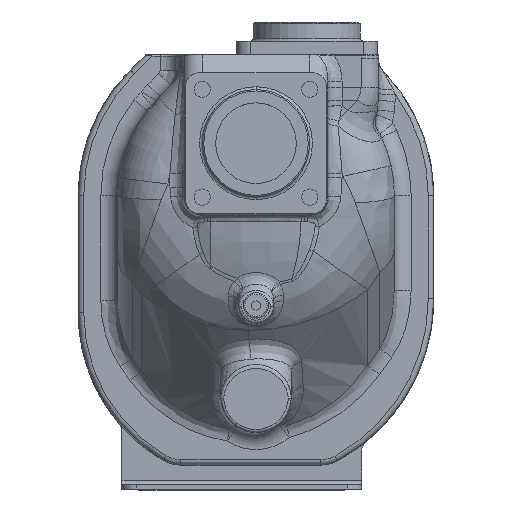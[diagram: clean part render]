
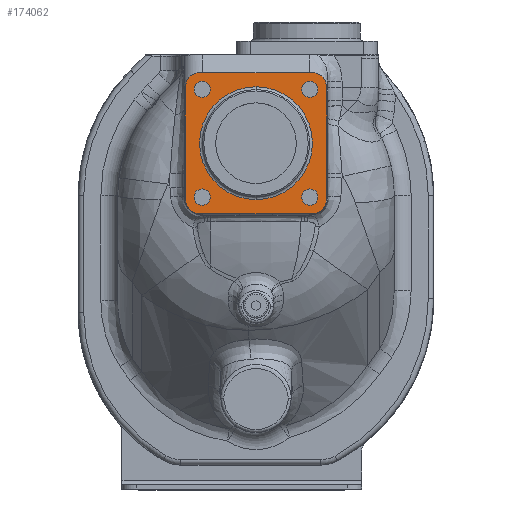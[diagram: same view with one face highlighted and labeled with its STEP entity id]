
A CAD part, top view. The second image highlights one B-rep face of the part: STEP entity #174062.
In plain terms, the highlighted planar face has unit normal (0, 0, 1).
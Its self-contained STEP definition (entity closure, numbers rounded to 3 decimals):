
#75000=DIRECTION('',(1.,0.,0.));
#75001=VECTOR('',#75000,80.);
#75002=CARTESIAN_POINT('',(-30.,175.,209.5));
#75003=LINE('',#75002,#75001);
#75013=CARTESIAN_POINT('',(-30.,185.,209.5));
#75014=DIRECTION('',(0.,0.,-1.));
#75015=DIRECTION('',(0.,-1.,0.));
#75016=AXIS2_PLACEMENT_3D('',#75013,#75014,#75015);
#75026=DIRECTION('',(0.,-1.,0.));
#75027=VECTOR('',#75026,80.);
#75028=CARTESIAN_POINT('',(-40.,265.,209.5));
#75029=LINE('',#75028,#75027);
#75039=CARTESIAN_POINT('',(-30.,265.,209.5));
#75040=DIRECTION('',(0.,0.,-1.));
#75041=DIRECTION('',(-1.,0.,0.));
#75042=AXIS2_PLACEMENT_3D('',#75039,#75040,#75041);
#75052=DIRECTION('',(-1.,0.,0.));
#75053=VECTOR('',#75052,80.);
#75054=CARTESIAN_POINT('',(50.,275.,209.5));
#75055=LINE('',#75054,#75053);
#75065=CARTESIAN_POINT('',(50.,265.,209.5));
#75066=DIRECTION('',(0.,0.,-1.));
#75067=DIRECTION('',(0.,1.,0.));
#75068=AXIS2_PLACEMENT_3D('',#75065,#75066,#75067);
#75078=DIRECTION('',(0.,1.,0.));
#75079=VECTOR('',#75078,80.);
#75080=CARTESIAN_POINT('',(60.,185.,209.5));
#75081=LINE('',#75080,#75079);
#75091=CARTESIAN_POINT('',(50.,185.,209.5));
#75092=DIRECTION('',(0.,0.,-1.));
#75093=DIRECTION('',(1.,0.,0.));
#75094=AXIS2_PLACEMENT_3D('',#75091,#75092,#75093);
#75096=CARTESIAN_POINT('',(10.,225.,209.5));
#75097=DIRECTION('',(0.,0.,-1.));
#75098=DIRECTION('',(0.,1.,0.));
#75099=AXIS2_PLACEMENT_3D('',#75096,#75097,#75098);
#75101=CARTESIAN_POINT('',(10.,225.,209.5));
#75102=DIRECTION('',(0.,0.,1.));
#75103=DIRECTION('',(0.,1.,0.));
#75104=AXIS2_PLACEMENT_3D('',#75101,#75102,#75103);
#75106=CARTESIAN_POINT('',(-28.184,263.184,209.5));
#75107=DIRECTION('',(0.,0.,-1.));
#75108=DIRECTION('',(0.,1.,0.));
#75109=AXIS2_PLACEMENT_3D('',#75106,#75107,#75108);
#75111=CARTESIAN_POINT('',(-28.184,263.184,209.5));
#75112=DIRECTION('',(0.,0.,-1.));
#75113=DIRECTION('',(0.,-1.,0.));
#75114=AXIS2_PLACEMENT_3D('',#75111,#75112,#75113);
#75116=CARTESIAN_POINT('',(-28.184,186.816,209.5));
#75117=DIRECTION('',(0.,0.,-1.));
#75118=DIRECTION('',(-1.,0.,0.));
#75119=AXIS2_PLACEMENT_3D('',#75116,#75117,#75118);
#75121=CARTESIAN_POINT('',(-28.184,186.816,209.5));
#75122=DIRECTION('',(0.,0.,-1.));
#75123=DIRECTION('',(1.,0.,0.));
#75124=AXIS2_PLACEMENT_3D('',#75121,#75122,#75123);
#75126=CARTESIAN_POINT('',(48.184,186.816,209.5));
#75127=DIRECTION('',(0.,0.,-1.));
#75128=DIRECTION('',(0.,-1.,0.));
#75129=AXIS2_PLACEMENT_3D('',#75126,#75127,#75128);
#75131=CARTESIAN_POINT('',(48.184,186.816,209.5));
#75132=DIRECTION('',(0.,0.,-1.));
#75133=DIRECTION('',(0.,1.,0.));
#75134=AXIS2_PLACEMENT_3D('',#75131,#75132,#75133);
#75136=CARTESIAN_POINT('',(48.184,263.184,209.5));
#75137=DIRECTION('',(0.,0.,-1.));
#75138=DIRECTION('',(1.,0.,0.));
#75139=AXIS2_PLACEMENT_3D('',#75136,#75137,#75138);
#75141=CARTESIAN_POINT('',(48.184,263.184,209.5));
#75142=DIRECTION('',(0.,0.,-1.));
#75143=DIRECTION('',(-1.,0.,0.));
#75144=AXIS2_PLACEMENT_3D('',#75141,#75142,#75143);
#81357=CARTESIAN_POINT('',(-40.,185.,209.5));
#81358=VERTEX_POINT('',#81357);
#81359=CARTESIAN_POINT('',(-30.,175.,209.5));
#81360=VERTEX_POINT('',#81359);
#81361=CARTESIAN_POINT('',(50.,175.,209.5));
#81362=VERTEX_POINT('',#81361);
#81363=CARTESIAN_POINT('',(60.,185.,209.5));
#81364=VERTEX_POINT('',#81363);
#81365=CARTESIAN_POINT('',(60.,265.,209.5));
#81366=VERTEX_POINT('',#81365);
#81367=CARTESIAN_POINT('',(50.,275.,209.5));
#81368=VERTEX_POINT('',#81367);
#81369=CARTESIAN_POINT('',(-30.,275.,209.5));
#81370=VERTEX_POINT('',#81369);
#81371=CARTESIAN_POINT('',(-40.,265.,209.5));
#81372=VERTEX_POINT('',#81371);
#81381=CARTESIAN_POINT('',(10.,265.,209.5));
#81382=VERTEX_POINT('',#81381);
#81387=CARTESIAN_POINT('',(10.,185.,209.5));
#81388=VERTEX_POINT('',#81387);
#81393=CARTESIAN_POINT('',(-28.184,268.934,209.5));
#81394=CARTESIAN_POINT('',(-28.184,257.434,209.5));
#81395=VERTEX_POINT('',#81393);
#81396=VERTEX_POINT('',#81394);
#81397=CARTESIAN_POINT('',(-33.934,186.816,209.5));
#81398=CARTESIAN_POINT('',(-22.434,186.816,209.5));
#81399=VERTEX_POINT('',#81397);
#81400=VERTEX_POINT('',#81398);
#81401=CARTESIAN_POINT('',(48.184,181.066,209.5));
#81402=CARTESIAN_POINT('',(48.184,192.566,209.5));
#81403=VERTEX_POINT('',#81401);
#81404=VERTEX_POINT('',#81402);
#81405=CARTESIAN_POINT('',(53.934,263.184,209.5));
#81406=CARTESIAN_POINT('',(42.434,263.184,209.5));
#81407=VERTEX_POINT('',#81405);
#81408=VERTEX_POINT('',#81406);
#174017=CARTESIAN_POINT('',(10.,225.,209.5));
#174018=DIRECTION('',(0.,0.,1.));
#174019=DIRECTION('',(0.,1.,0.));
#174020=AXIS2_PLACEMENT_3D('',#174017,#174018,#174019);
#174021=PLANE('',#174020);
#174022=ORIENTED_EDGE('',*,*,#173913,.F.);
#174023=ORIENTED_EDGE('',*,*,#173928,.T.);
#174024=ORIENTED_EDGE('',*,*,#173942,.F.);
#174025=ORIENTED_EDGE('',*,*,#173956,.T.);
#174026=ORIENTED_EDGE('',*,*,#173970,.F.);
#174027=ORIENTED_EDGE('',*,*,#173984,.T.);
#174028=ORIENTED_EDGE('',*,*,#173998,.F.);
#174029=ORIENTED_EDGE('',*,*,#174011,.T.);
#174030=EDGE_LOOP('',(#174022,#174023,#174024,#174025,#174026,#174027,#174028,
#174029));
#174031=FACE_OUTER_BOUND('',#174030,.F.);
#174033=ORIENTED_EDGE('',*,*,#174032,.F.);
#174035=ORIENTED_EDGE('',*,*,#174034,.T.);
#174036=EDGE_LOOP('',(#174033,#174035));
#174037=FACE_BOUND('',#174036,.F.);
#174039=ORIENTED_EDGE('',*,*,#174038,.F.);
#174041=ORIENTED_EDGE('',*,*,#174040,.F.);
#174042=EDGE_LOOP('',(#174039,#174041));
#174043=FACE_BOUND('',#174042,.F.);
#174045=ORIENTED_EDGE('',*,*,#174044,.F.);
#174047=ORIENTED_EDGE('',*,*,#174046,.F.);
#174048=EDGE_LOOP('',(#174045,#174047));
#174049=FACE_BOUND('',#174048,.F.);
#174051=ORIENTED_EDGE('',*,*,#174050,.F.);
#174053=ORIENTED_EDGE('',*,*,#174052,.F.);
#174054=EDGE_LOOP('',(#174051,#174053));
#174055=FACE_BOUND('',#174054,.F.);
#174057=ORIENTED_EDGE('',*,*,#174056,.F.);
#174059=ORIENTED_EDGE('',*,*,#174058,.F.);
#174060=EDGE_LOOP('',(#174057,#174059));
#174061=FACE_BOUND('',#174060,.F.);
#174062=ADVANCED_FACE('',(#174031,#174037,#174043,#174049,#174055,#174061),
#174021,.T.);
#75017=CIRCLE('',#75016,10.);
#75043=CIRCLE('',#75042,10.);
#75069=CIRCLE('',#75068,10.);
#75095=CIRCLE('',#75094,10.);
#75100=CIRCLE('',#75099,40.);
#75105=CIRCLE('',#75104,40.);
#75110=CIRCLE('',#75109,5.75);
#75115=CIRCLE('',#75114,5.75);
#75120=CIRCLE('',#75119,5.75);
#75125=CIRCLE('',#75124,5.75);
#75130=CIRCLE('',#75129,5.75);
#75135=CIRCLE('',#75134,5.75);
#75140=CIRCLE('',#75139,5.75);
#75145=CIRCLE('',#75144,5.75);
#173913=EDGE_CURVE('',#81360,#81362,#75003,.T.);
#173928=EDGE_CURVE('',#81360,#81358,#75017,.T.);
#173942=EDGE_CURVE('',#81372,#81358,#75029,.T.);
#173956=EDGE_CURVE('',#81372,#81370,#75043,.T.);
#173970=EDGE_CURVE('',#81368,#81370,#75055,.T.);
#173984=EDGE_CURVE('',#81368,#81366,#75069,.T.);
#173998=EDGE_CURVE('',#81364,#81366,#75081,.T.);
#174011=EDGE_CURVE('',#81364,#81362,#75095,.T.);
#174032=EDGE_CURVE('',#81382,#81388,#75100,.T.);
#174034=EDGE_CURVE('',#81382,#81388,#75105,.T.);
#174038=EDGE_CURVE('',#81395,#81396,#75110,.T.);
#174040=EDGE_CURVE('',#81396,#81395,#75115,.T.);
#174044=EDGE_CURVE('',#81399,#81400,#75120,.T.);
#174046=EDGE_CURVE('',#81400,#81399,#75125,.T.);
#174050=EDGE_CURVE('',#81403,#81404,#75130,.T.);
#174052=EDGE_CURVE('',#81404,#81403,#75135,.T.);
#174056=EDGE_CURVE('',#81407,#81408,#75140,.T.);
#174058=EDGE_CURVE('',#81408,#81407,#75145,.T.);
